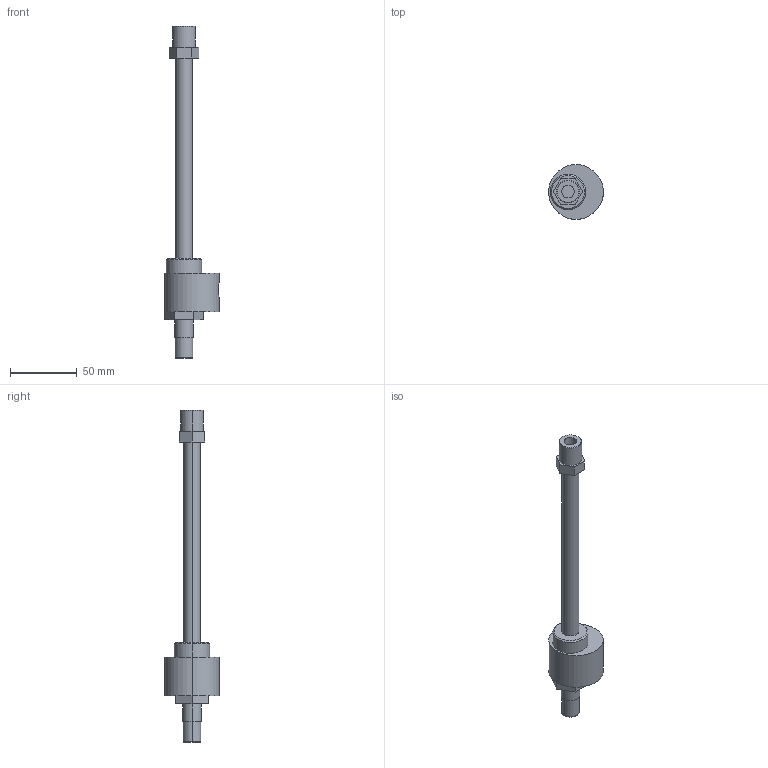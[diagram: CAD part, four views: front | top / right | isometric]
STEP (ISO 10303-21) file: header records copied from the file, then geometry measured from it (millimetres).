
FILE_DESCRIPTION (( 'STEP AP214' ), '1' );
FILE_NAME ('raffreddatore 308BSP-25H.STEP', '2013-02-10T17:37:17', ( 'PC' ), ( '' ), 'SwSTEP 2.0', 'SolidWorks 2012', '' );
FILE_SCHEMA (( 'AUTOMOTIVE_DESIGN' ));
Length unit declared in the file: millimetre
Products named in the file (1): raffreddatore 308BSP-25H
Bounding box: 41 x 41 x 248.5 mm (x, y, z)
Volume: 68511.1 mm3; surface area: 20214.3 mm2
Topology: 1 solids, 1 shells, 52 faces, 115 edges, 74 vertices
Faces by surface type: plane 24, cylinder 18, cone 8, bspline 2
Entity records: 3124 total; most frequent: CARTESIAN_POINT 1855, DIRECTION 249, ORIENTED_EDGE 230, EDGE_CURVE 115, AXIS2_PLACEMENT_3D 93, VERTEX_POINT 74, VECTOR 63, LINE 63
